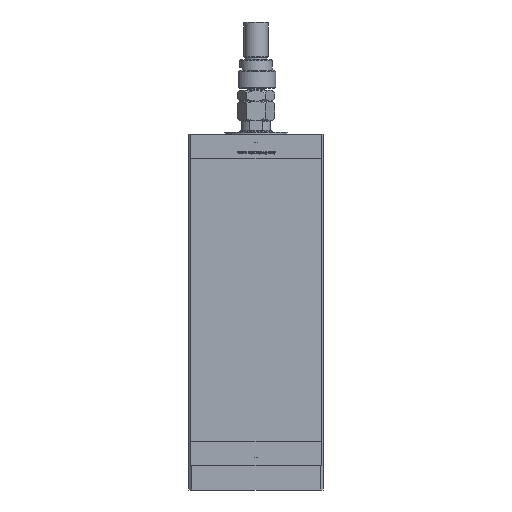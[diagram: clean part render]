
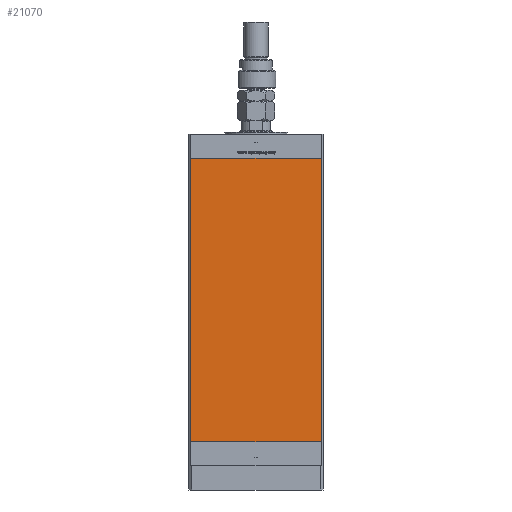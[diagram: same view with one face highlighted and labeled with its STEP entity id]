
A CAD part, front view. The second image highlights one B-rep face of the part: STEP entity #21070.
In plain terms, the highlighted planar face has unit normal (0, -1, 0).
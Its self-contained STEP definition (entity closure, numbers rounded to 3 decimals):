
#376 = ORIENTED_EDGE ( 'NONE', *, *, #9429, .T. ) ;
#438 = EDGE_CURVE ( 'NONE', #5274, #36852, #30969, .T. ) ;
#797 = FACE_OUTER_BOUND ( 'NONE', #56640, .T. ) ;
#1083 = DIRECTION ( 'NONE',  ( 0., 0., 1. ) ) ;
#2200 = AXIS2_PLACEMENT_3D ( 'NONE', #29378, #32723, #1083 ) ;
#2424 = DIRECTION ( 'NONE',  ( 1., 0., 0. ) ) ;
#3975 = DIRECTION ( 'NONE',  ( 0., 0., -1. ) ) ;
#5274 = VERTEX_POINT ( 'NONE', #55805 ) ;
#6896 = DIRECTION ( 'NONE',  ( 0., 0., -1. ) ) ;
#9429 = EDGE_CURVE ( 'NONE', #34683, #55689, #31088, .T. ) ;
#11249 = DIRECTION ( 'NONE',  ( 1., 0., 0. ) ) ;
#12471 = EDGE_CURVE ( 'NONE', #55689, #36852, #29925, .T. ) ;
#12548 = VECTOR ( 'NONE', #11249, 1000. ) ;
#14927 = PLANE ( 'NONE',  #2200 ) ;
#15074 = VECTOR ( 'NONE', #3975, 1000. ) ;
#17487 = EDGE_CURVE ( 'NONE', #34683, #5274, #24116, .T. ) ;
#18701 = VECTOR ( 'NONE', #6896, 1000. ) ;
#21070 = ADVANCED_FACE ( 'NONE', ( #797 ), #14927, .F. ) ;
#23839 = ORIENTED_EDGE ( 'NONE', *, *, #12471, .T. ) ;
#24116 = LINE ( 'NONE', #29236, #55989 ) ;
#28805 = CARTESIAN_POINT ( 'NONE',  ( 73., -62.5, 0. ) ) ;
#29236 = CARTESIAN_POINT ( 'NONE',  ( -73., -62.5, 317. ) ) ;
#29378 = CARTESIAN_POINT ( 'NONE',  ( -73., -62.5, 317. ) ) ;
#29925 = LINE ( 'NONE', #52856, #12548 ) ;
#30969 = LINE ( 'NONE', #58143, #18701 ) ;
#31088 = LINE ( 'NONE', #50118, #15074 ) ;
#32723 = DIRECTION ( 'NONE',  ( 0., 1., 0. ) ) ;
#34683 = VERTEX_POINT ( 'NONE', #38390 ) ;
#36852 = VERTEX_POINT ( 'NONE', #28805 ) ;
#38390 = CARTESIAN_POINT ( 'NONE',  ( -73., -62.5, 317. ) ) ;
#45303 = ORIENTED_EDGE ( 'NONE', *, *, #438, .F. ) ;
#47289 = CARTESIAN_POINT ( 'NONE',  ( -73., -62.5, 0. ) ) ;
#49629 = ORIENTED_EDGE ( 'NONE', *, *, #17487, .F. ) ;
#50118 = CARTESIAN_POINT ( 'NONE',  ( -73., -62.5, 317. ) ) ;
#52856 = CARTESIAN_POINT ( 'NONE',  ( -73., -62.5, 0. ) ) ;
#55689 = VERTEX_POINT ( 'NONE', #47289 ) ;
#55805 = CARTESIAN_POINT ( 'NONE',  ( 73., -62.5, 317. ) ) ;
#55989 = VECTOR ( 'NONE', #2424, 1000. ) ;
#56640 = EDGE_LOOP ( 'NONE', ( #23839, #45303, #49629, #376 ) ) ;
#58143 = CARTESIAN_POINT ( 'NONE',  ( 73., -62.5, 317. ) ) ;
